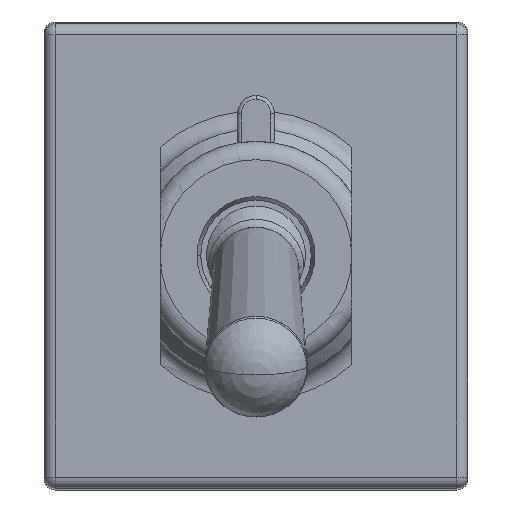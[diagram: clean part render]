
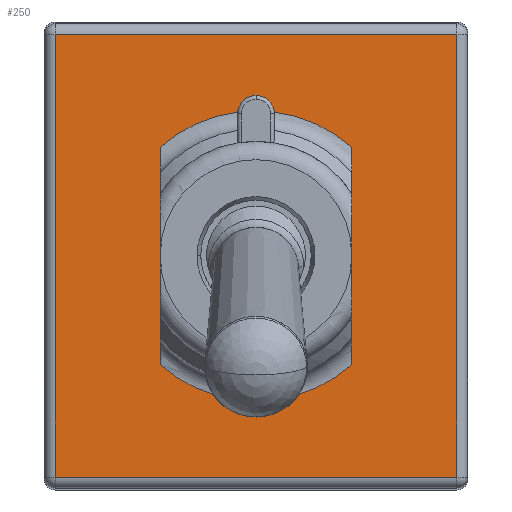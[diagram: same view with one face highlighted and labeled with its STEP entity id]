
A CAD part, top view. The second image highlights one B-rep face of the part: STEP entity #250.
In plain terms, the highlighted planar face has unit normal (0, 0, 1).
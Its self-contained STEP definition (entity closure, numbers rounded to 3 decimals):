
#250=ADVANCED_FACE('',(#682,#683),#684,.T.);
#682=FACE_OUTER_BOUND('',#1126,.T.);
#683=FACE_BOUND('',#1127,.T.);
#684=PLANE('',#1128);
#1126=EDGE_LOOP('',(#2818,#2819,#2820,#2821));
#1127=EDGE_LOOP('',(#2822,#2823,#2824,#2825,#2826,#2827,#2828,#2829,#2830,#2831));
#1128=AXIS2_PLACEMENT_3D('',#2832,#2833,#2834);
#2818=ORIENTED_EDGE('',*,*,#3429,.T.);
#2819=ORIENTED_EDGE('',*,*,#3430,.T.);
#2820=ORIENTED_EDGE('',*,*,#3431,.T.);
#2821=ORIENTED_EDGE('',*,*,#3432,.T.);
#2822=ORIENTED_EDGE('',*,*,#3484,.T.);
#2823=ORIENTED_EDGE('',*,*,#3482,.T.);
#2824=ORIENTED_EDGE('',*,*,#3434,.T.);
#2825=ORIENTED_EDGE('',*,*,#3437,.T.);
#2826=ORIENTED_EDGE('',*,*,#3476,.T.);
#2827=ORIENTED_EDGE('',*,*,#3485,.T.);
#2828=ORIENTED_EDGE('',*,*,#3473,.T.);
#2829=ORIENTED_EDGE('',*,*,#3441,.T.);
#2830=ORIENTED_EDGE('',*,*,#3446,.T.);
#2831=ORIENTED_EDGE('',*,*,#3486,.T.);
#2832=CARTESIAN_POINT('',(0.0,0.0,1.2));
#2833=DIRECTION('',(0.0,0.0,1.0));
#2834=DIRECTION('',(1.0,-0.0,0.0));
#3429=EDGE_CURVE('',#4278,#4269,#4321,.F.);
#3430=EDGE_CURVE('',#4269,#4273,#4322,.F.);
#3431=EDGE_CURVE('',#4273,#4281,#4323,.F.);
#3432=EDGE_CURVE('',#4281,#4278,#4324,.F.);
#3434=EDGE_CURVE('',#4327,#4325,#4328,.T.);
#3437=EDGE_CURVE('',#4325,#4330,#4332,.T.);
#3441=EDGE_CURVE('',#4340,#4338,#4341,.T.);
#3446=EDGE_CURVE('',#4338,#4347,#4349,.T.);
#3473=EDGE_CURVE('',#4392,#4340,#4393,.F.);
#3476=EDGE_CURVE('',#4330,#4395,#4397,.F.);
#3482=EDGE_CURVE('',#4406,#4327,#4407,.F.);
#3484=EDGE_CURVE('',#4409,#4406,#4410,.T.);
#3485=EDGE_CURVE('',#4395,#4392,#4411,.T.);
#3486=EDGE_CURVE('',#4347,#4409,#4412,.F.);
#4269=VERTEX_POINT('',#5642);
#4273=VERTEX_POINT('',#5647);
#4278=VERTEX_POINT('',#5654);
#4281=VERTEX_POINT('',#5657);
#4321=LINE('',#5741,#5742);
#4322=LINE('',#5743,#5744);
#4323=LINE('',#5745,#5746);
#4324=LINE('',#5747,#5748);
#4325=VERTEX_POINT('',#5749);
#4327=VERTEX_POINT('',#5752);
#4328=CIRCLE('',#5753,0.5);
#4330=VERTEX_POINT('',#5758);
#4332=CIRCLE('',#5763,0.5);
#4338=VERTEX_POINT('',#5770);
#4340=VERTEX_POINT('',#5773);
#4341=CIRCLE('',#5774,0.5);
#4347=VERTEX_POINT('',#5784);
#4349=CIRCLE('',#5789,0.5);
#4392=VERTEX_POINT('',#5879);
#4393=CIRCLE('',#5880,3.935);
#4395=VERTEX_POINT('',#5889);
#4397=CIRCLE('',#5898,3.935);
#4406=VERTEX_POINT('',#5911);
#4407=CIRCLE('',#5912,3.935);
#4409=VERTEX_POINT('',#5921);
#4410=LINE('',#5922,#5923);
#4411=LINE('',#5924,#5925);
#4412=CIRCLE('',#5926,3.935);
#5642=CARTESIAN_POINT('',(5.45,6.0,1.2));
#5647=CARTESIAN_POINT('',(-5.45,6.0,1.2));
#5654=CARTESIAN_POINT('',(5.45,-6.0,1.2));
#5657=CARTESIAN_POINT('',(-5.45,-6.0,1.2));
#5741=CARTESIAN_POINT('',(5.45,0.0,1.2));
#5742=VECTOR('',#6642,1000.0);
#5743=CARTESIAN_POINT('',(0.0,6.0,1.2));
#5744=VECTOR('',#6643,1000.0);
#5745=CARTESIAN_POINT('',(-5.45,0.0,1.2));
#5746=VECTOR('',#6644,1000.0);
#5747=CARTESIAN_POINT('',(0.0,-6.0,1.2));
#5748=VECTOR('',#6645,1000.0);
#5749=CARTESIAN_POINT('',(0.0,4.35,1.2));
#5752=CARTESIAN_POINT('',(-0.497,3.903,1.2));
#5753=AXIS2_PLACEMENT_3D('',#6647,#6648,#6649);
#5758=CARTESIAN_POINT('',(0.497,3.903,1.2));
#5763=AXIS2_PLACEMENT_3D('',#6650,#6651,#6652);
#5770=CARTESIAN_POINT('',(0.0,-4.35,1.2));
#5773=CARTESIAN_POINT('',(0.497,-3.903,1.2));
#5774=AXIS2_PLACEMENT_3D('',#6658,#6659,#6660);
#5784=CARTESIAN_POINT('',(-0.497,-3.903,1.2));
#5789=AXIS2_PLACEMENT_3D('',#6665,#6666,#6667);
#5879=CARTESIAN_POINT('',(2.6,-2.954,1.2));
#5880=AXIS2_PLACEMENT_3D('',#6709,#6710,#6711);
#5889=CARTESIAN_POINT('',(2.6,2.954,1.2));
#5898=AXIS2_PLACEMENT_3D('',#6712,#6713,#6714);
#5911=CARTESIAN_POINT('',(-2.6,2.954,1.2));
#5912=AXIS2_PLACEMENT_3D('',#6725,#6726,#6727);
#5921=CARTESIAN_POINT('',(-2.6,-2.954,1.2));
#5922=CARTESIAN_POINT('',(-2.6,-63.791,1.2));
#5923=VECTOR('',#6728,1000.0);
#5924=CARTESIAN_POINT('',(2.6,63.791,1.2));
#5925=VECTOR('',#6729,1000.0);
#5926=AXIS2_PLACEMENT_3D('',#6730,#6731,#6732);
#6642=DIRECTION('',(0.0,-1.0,0.0));
#6643=DIRECTION('',(1.0,0.0,-0.0));
#6644=DIRECTION('',(0.0,1.0,0.0));
#6645=DIRECTION('',(-1.0,0.0,0.0));
#6647=CARTESIAN_POINT('',(0.0,3.85,1.2));
#6648=DIRECTION('',(0.0,0.0,-1.0));
#6649=DIRECTION('',(-1.0,0.0,0.0));
#6650=CARTESIAN_POINT('',(0.0,3.85,1.2));
#6651=DIRECTION('',(0.0,0.0,-1.0));
#6652=DIRECTION('',(-1.0,0.0,0.0));
#6658=CARTESIAN_POINT('',(0.0,-3.85,1.2));
#6659=DIRECTION('',(0.0,0.0,-1.0));
#6660=DIRECTION('',(-1.0,0.0,0.0));
#6665=CARTESIAN_POINT('',(0.0,-3.85,1.2));
#6666=DIRECTION('',(0.0,0.0,-1.0));
#6667=DIRECTION('',(-1.0,0.0,0.0));
#6709=CARTESIAN_POINT('',(0.0,0.0,1.2));
#6710=DIRECTION('',(0.0,0.0,1.0));
#6711=DIRECTION('',(1.0,0.0,-0.0));
#6712=CARTESIAN_POINT('',(0.0,0.0,1.2));
#6713=DIRECTION('',(0.0,0.0,1.0));
#6714=DIRECTION('',(1.0,0.0,-0.0));
#6725=CARTESIAN_POINT('',(0.0,0.0,1.2));
#6726=DIRECTION('',(0.0,0.0,1.0));
#6727=DIRECTION('',(1.0,0.0,-0.0));
#6728=DIRECTION('',(0.,1.0,0.0));
#6729=DIRECTION('',(0.,-1.0,0.0));
#6730=CARTESIAN_POINT('',(0.0,0.0,1.2));
#6731=DIRECTION('',(0.0,0.0,1.0));
#6732=DIRECTION('',(1.0,0.0,-0.0));
